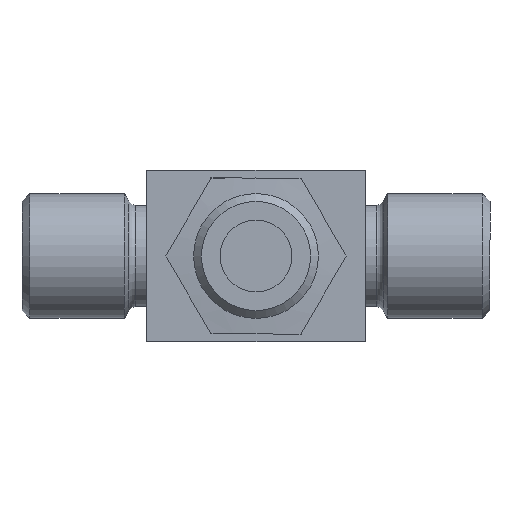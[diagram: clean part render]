
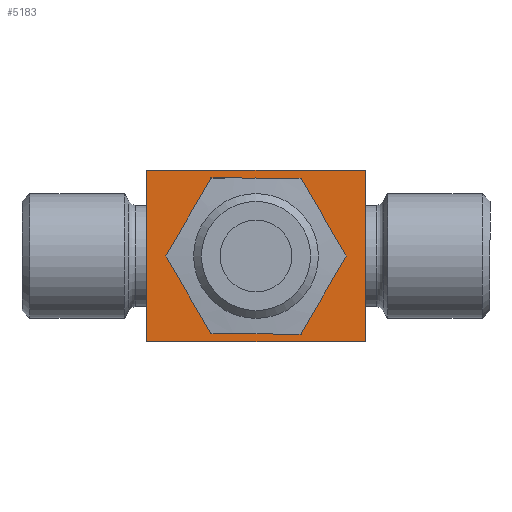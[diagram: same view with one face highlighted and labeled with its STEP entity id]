
A CAD part, front view. The second image highlights one B-rep face of the part: STEP entity #5183.
In plain terms, the highlighted face is planar.
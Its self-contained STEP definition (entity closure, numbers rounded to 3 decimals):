
#99=FACE_BOUND('',#1123,.T.);
#523=PLANE('',#5497);
#799=FACE_OUTER_BOUND('',#1122,.T.);
#1122=EDGE_LOOP('',(#4772,#4773,#4774,#4775));
#1123=EDGE_LOOP('',(#4776));
#1615=LINE('',#8955,#2111);
#1637=LINE('',#9063,#2133);
#1638=LINE('',#9065,#2134);
#1639=LINE('',#9066,#2135);
#2111=VECTOR('',#6328,10.);
#2133=VECTOR('',#6464,10.);
#2134=VECTOR('',#6467,10.);
#2135=VECTOR('',#6468,10.);
#2172=CIRCLE('',#5460,3.);
#2636=VERTEX_POINT('',#8951);
#2638=VERTEX_POINT('',#8954);
#2647=VERTEX_POINT('',#8990);
#2666=VERTEX_POINT('',#9059);
#2667=VERTEX_POINT('',#9061);
#3332=EDGE_CURVE('',#2636,#2638,#1615,.T.);
#3346=EDGE_CURVE('',#2647,#2647,#2172,.T.);
#3380=EDGE_CURVE('',#2666,#2667,#1637,.T.);
#3381=EDGE_CURVE('',#2666,#2636,#1638,.T.);
#3382=EDGE_CURVE('',#2638,#2667,#1639,.T.);
#4772=ORIENTED_EDGE('',*,*,#3381,.F.);
#4773=ORIENTED_EDGE('',*,*,#3380,.T.);
#4774=ORIENTED_EDGE('',*,*,#3382,.F.);
#4775=ORIENTED_EDGE('',*,*,#3332,.F.);
#4776=ORIENTED_EDGE('',*,*,#3346,.F.);
#5183=ADVANCED_FACE('',(#799,#99),#523,.T.);
#5460=AXIS2_PLACEMENT_3D('',#8991,#6375,#6376);
#5497=AXIS2_PLACEMENT_3D('',#9064,#6465,#6466);
#6328=DIRECTION('',(0.,0.,1.));
#6375=DIRECTION('center_axis',(-1.,0.,0.));
#6376=DIRECTION('ref_axis',(0.,0.,1.));
#6464=DIRECTION('',(0.,0.,1.));
#6465=DIRECTION('center_axis',(-1.,0.,0.));
#6466=DIRECTION('ref_axis',(0.,-1.,0.));
#6467=DIRECTION('',(0.,1.,0.));
#6468=DIRECTION('',(0.,-1.,0.));
#8951=CARTESIAN_POINT('',(-5.5,5.5,0.));
#8954=CARTESIAN_POINT('',(-5.5,5.5,14.));
#8955=CARTESIAN_POINT('',(-5.5,5.5,0.));
#8990=CARTESIAN_POINT('',(-5.5,-3.,7.));
#8991=CARTESIAN_POINT('Origin',(-5.5,0.,7.));
#9059=CARTESIAN_POINT('',(-5.5,-5.5,0.));
#9061=CARTESIAN_POINT('',(-5.5,-5.5,14.));
#9063=CARTESIAN_POINT('',(-5.5,-5.5,0.));
#9064=CARTESIAN_POINT('Origin',(-5.5,5.5,0.));
#9065=CARTESIAN_POINT('',(-5.5,-5.5,0.));
#9066=CARTESIAN_POINT('',(-5.5,-5.5,14.));
